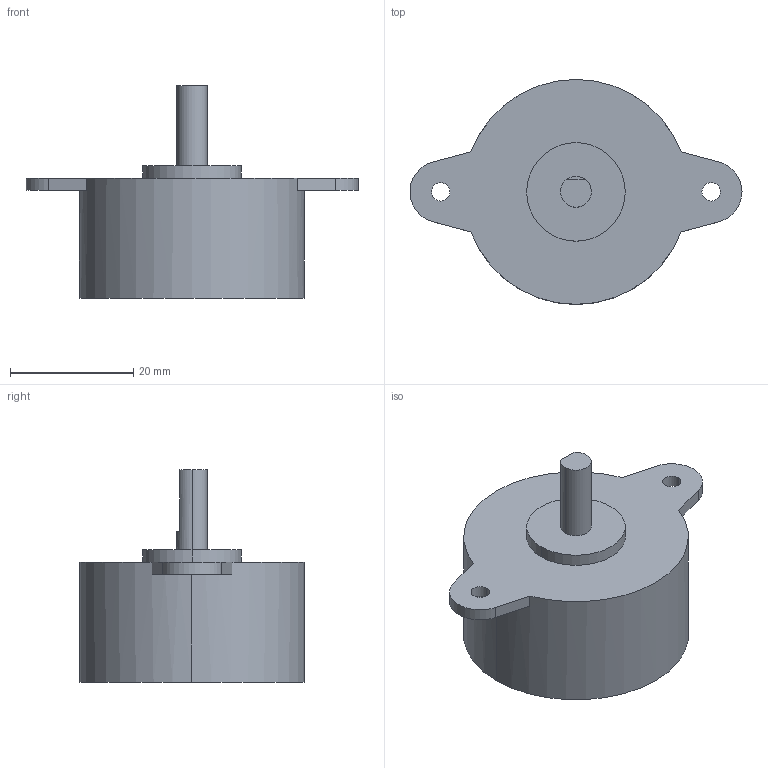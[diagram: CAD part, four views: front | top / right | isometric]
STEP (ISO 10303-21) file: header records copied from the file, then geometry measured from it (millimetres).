
FILE_DESCRIPTION (( 'STEP AP214' ), '1' );
FILE_NAME ('14HR08-0654S - Nema 14 Motor.step', '2019-11-11T12:22:05', ( '' ), ( '' ), 'SwSTEP 2.0', 'SolidWorks 2019', '' );
FILE_SCHEMA (( 'AUTOMOTIVE_DESIGN' ));
Length unit declared in the file: millimetre
Products named in the file (1): 14HR08-0654S - Nema 14 Motor
Bounding box: 53.88 x 36.5 x 34.5 mm (x, y, z)
Volume: 21367.1 mm3; surface area: 5035.6 mm2
Topology: 1 solids, 1 shells, 25 faces, 63 edges, 42 vertices
Faces by surface type: cylinder 13, plane 12
Entity records: 811 total; most frequent: DIRECTION 147, CARTESIAN_POINT 131, ORIENTED_EDGE 126, EDGE_CURVE 63, AXIS2_PLACEMENT_3D 58, VERTEX_POINT 42, CIRCLE 32, LINE 31
